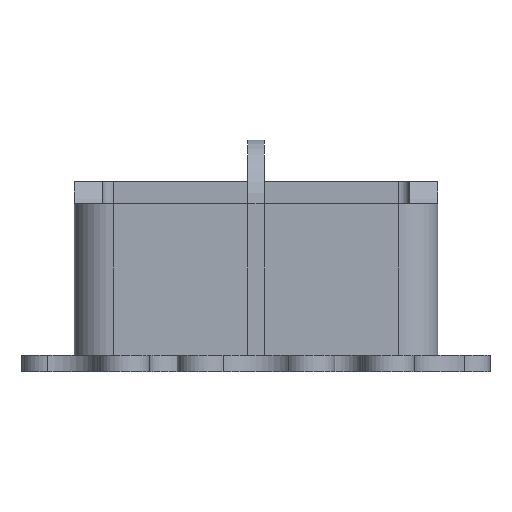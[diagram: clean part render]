
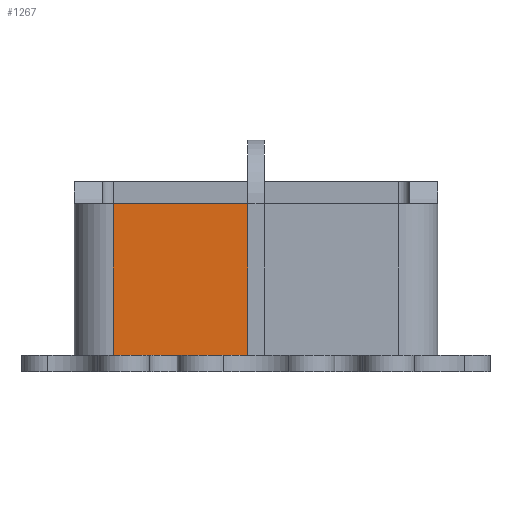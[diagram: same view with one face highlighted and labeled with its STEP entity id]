
A CAD part, front view. The second image highlights one B-rep face of the part: STEP entity #1267.
In plain terms, the highlighted planar face has unit normal (0, -1, 0).
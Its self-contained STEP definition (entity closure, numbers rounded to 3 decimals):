
#128 = PLANE('',#129);
#129 = AXIS2_PLACEMENT_3D('',#130,#131,#132);
#130 = CARTESIAN_POINT('',(-1.5,-54.2,0.));
#131 = DIRECTION('',(1.,0.,0.));
#132 = DIRECTION('',(0.,0.,1.));
#257 = PLANE('',#258);
#258 = AXIS2_PLACEMENT_3D('',#259,#260,#261);
#259 = CARTESIAN_POINT('',(0.,-39.04,3.));
#260 = DIRECTION('',(0.,0.,-1.));
#261 = DIRECTION('',(-1.,0.,0.));
#321 = VERTEX_POINT('',#322);
#322 = CARTESIAN_POINT('',(-1.5,-39.04,3.));
#341 = EDGE_CURVE('',#321,#342,#344,.T.);
#342 = VERTEX_POINT('',#343);
#343 = CARTESIAN_POINT('',(-1.5,-39.04,30.));
#344 = SURFACE_CURVE('',#345,(#349,#355),.PCURVE_S1.);
#345 = LINE('',#346,#347);
#346 = CARTESIAN_POINT('',(-1.5,-39.04,1.5));
#347 = VECTOR('',#348,1.);
#348 = DIRECTION('',(0.,0.,1.));
#349 = PCURVE('',#128,#350);
#350 = DEFINITIONAL_REPRESENTATION('',(#351),#354);
#351 = B_SPLINE_CURVE_WITH_KNOTS('',1,(#352,#353),.UNSPECIFIED.,.F.,.F.,
  (2,2),(1.5,28.5),.PIECEWISE_BEZIER_KNOTS.);
#352 = CARTESIAN_POINT('',(3.,-15.16));
#353 = CARTESIAN_POINT('',(30.,-15.16));
#354 = ( GEOMETRIC_REPRESENTATION_CONTEXT(2) 
PARAMETRIC_REPRESENTATION_CONTEXT() REPRESENTATION_CONTEXT('2D SPACE',''
  ) );
#355 = PCURVE('',#356,#361);
#356 = PLANE('',#357);
#357 = AXIS2_PLACEMENT_3D('',#358,#359,#360);
#358 = CARTESIAN_POINT('',(0.,-39.04,3.));
#359 = DIRECTION('',(0.,-1.,0.));
#360 = DIRECTION('',(0.,0.,-1.));
#361 = DEFINITIONAL_REPRESENTATION('',(#362),#365);
#362 = B_SPLINE_CURVE_WITH_KNOTS('',1,(#363,#364),.UNSPECIFIED.,.F.,.F.,
  (2,2),(1.5,28.5),.PIECEWISE_BEZIER_KNOTS.);
#363 = CARTESIAN_POINT('',(0.,-1.5));
#364 = CARTESIAN_POINT('',(-27.,-1.5));
#365 = ( GEOMETRIC_REPRESENTATION_CONTEXT(2) 
PARAMETRIC_REPRESENTATION_CONTEXT() REPRESENTATION_CONTEXT('2D SPACE',''
  ) );
#382 = PLANE('',#383);
#383 = AXIS2_PLACEMENT_3D('',#384,#385,#386);
#384 = CARTESIAN_POINT('',(0.,-36.45,30.));
#385 = DIRECTION('',(0.,0.,1.));
#386 = DIRECTION('',(0.,1.,0.));
#836 = VERTEX_POINT('',#837);
#837 = CARTESIAN_POINT('',(-14.3,-39.04,3.));
#866 = EDGE_CURVE('',#836,#321,#867,.T.);
#867 = SURFACE_CURVE('',#868,(#872,#879),.PCURVE_S1.);
#868 = LINE('',#869,#870);
#869 = CARTESIAN_POINT('',(0.,-39.04,3.));
#870 = VECTOR('',#871,1.);
#871 = DIRECTION('',(1.,0.,0.));
#872 = PCURVE('',#257,#873);
#873 = DEFINITIONAL_REPRESENTATION('',(#874),#878);
#874 = LINE('',#875,#876);
#875 = CARTESIAN_POINT('',(0.,0.));
#876 = VECTOR('',#877,1.);
#877 = DIRECTION('',(-1.,0.));
#878 = ( GEOMETRIC_REPRESENTATION_CONTEXT(2) 
PARAMETRIC_REPRESENTATION_CONTEXT() REPRESENTATION_CONTEXT('2D SPACE',''
  ) );
#879 = PCURVE('',#356,#880);
#880 = DEFINITIONAL_REPRESENTATION('',(#881),#885);
#881 = LINE('',#882,#883);
#882 = CARTESIAN_POINT('',(0.,0.));
#883 = VECTOR('',#884,1.);
#884 = DIRECTION('',(0.,1.));
#885 = ( GEOMETRIC_REPRESENTATION_CONTEXT(2) 
PARAMETRIC_REPRESENTATION_CONTEXT() REPRESENTATION_CONTEXT('2D SPACE',''
  ) );
#1191 = VERTEX_POINT('',#1192);
#1192 = CARTESIAN_POINT('',(-25.5,-39.04,30.));
#1207 = CYLINDRICAL_SURFACE('',#1208,7.);
#1208 = AXIS2_PLACEMENT_3D('',#1209,#1210,#1211);
#1209 = CARTESIAN_POINT('',(-25.5,-32.04,3.));
#1210 = DIRECTION('',(0.,0.,-1.));
#1211 = DIRECTION('',(-1.,0.,0.));
#1219 = EDGE_CURVE('',#1191,#342,#1220,.T.);
#1220 = SURFACE_CURVE('',#1221,(#1225,#1232),.PCURVE_S1.);
#1221 = LINE('',#1222,#1223);
#1222 = CARTESIAN_POINT('',(-32.5,-39.04,30.));
#1223 = VECTOR('',#1224,1.);
#1224 = DIRECTION('',(1.,0.,0.));
#1225 = PCURVE('',#382,#1226);
#1226 = DEFINITIONAL_REPRESENTATION('',(#1227),#1231);
#1227 = LINE('',#1228,#1229);
#1228 = CARTESIAN_POINT('',(-2.59,32.5));
#1229 = VECTOR('',#1230,1.);
#1230 = DIRECTION('',(0.,-1.));
#1231 = ( GEOMETRIC_REPRESENTATION_CONTEXT(2) 
PARAMETRIC_REPRESENTATION_CONTEXT() REPRESENTATION_CONTEXT('2D SPACE',''
  ) );
#1232 = PCURVE('',#356,#1233);
#1233 = DEFINITIONAL_REPRESENTATION('',(#1234),#1238);
#1234 = LINE('',#1235,#1236);
#1235 = CARTESIAN_POINT('',(-27.,-32.5));
#1236 = VECTOR('',#1237,1.);
#1237 = DIRECTION('',(0.,1.));
#1238 = ( GEOMETRIC_REPRESENTATION_CONTEXT(2) 
PARAMETRIC_REPRESENTATION_CONTEXT() REPRESENTATION_CONTEXT('2D SPACE',''
  ) );
#1267 = ADVANCED_FACE('',(#1268),#356,.T.);
#1268 = FACE_BOUND('',#1269,.T.);
#1269 = EDGE_LOOP('',(#1270,#1298,#1299,#1300,#1301));
#1270 = ORIENTED_EDGE('',*,*,#1271,.F.);
#1271 = EDGE_CURVE('',#836,#1272,#1274,.T.);
#1272 = VERTEX_POINT('',#1273);
#1273 = CARTESIAN_POINT('',(-25.5,-39.04,3.));
#1274 = SURFACE_CURVE('',#1275,(#1279,#1286),.PCURVE_S1.);
#1275 = LINE('',#1276,#1277);
#1276 = CARTESIAN_POINT('',(0.,-39.04,3.));
#1277 = VECTOR('',#1278,1.);
#1278 = DIRECTION('',(-1.,-0.,-0.));
#1279 = PCURVE('',#356,#1280);
#1280 = DEFINITIONAL_REPRESENTATION('',(#1281),#1285);
#1281 = LINE('',#1282,#1283);
#1282 = CARTESIAN_POINT('',(0.,0.));
#1283 = VECTOR('',#1284,1.);
#1284 = DIRECTION('',(0.,-1.));
#1285 = ( GEOMETRIC_REPRESENTATION_CONTEXT(2) 
PARAMETRIC_REPRESENTATION_CONTEXT() REPRESENTATION_CONTEXT('2D SPACE',''
  ) );
#1286 = PCURVE('',#1287,#1292);
#1287 = PLANE('',#1288);
#1288 = AXIS2_PLACEMENT_3D('',#1289,#1290,#1291);
#1289 = CARTESIAN_POINT('',(0.,58.843,3.));
#1290 = DIRECTION('',(-0.,-0.,-1.));
#1291 = DIRECTION('',(-1.,0.,0.));
#1292 = DEFINITIONAL_REPRESENTATION('',(#1293),#1297);
#1293 = LINE('',#1294,#1295);
#1294 = CARTESIAN_POINT('',(-0.,-97.883));
#1295 = VECTOR('',#1296,1.);
#1296 = DIRECTION('',(1.,-0.));
#1297 = ( GEOMETRIC_REPRESENTATION_CONTEXT(2) 
PARAMETRIC_REPRESENTATION_CONTEXT() REPRESENTATION_CONTEXT('2D SPACE',''
  ) );
#1298 = ORIENTED_EDGE('',*,*,#866,.T.);
#1299 = ORIENTED_EDGE('',*,*,#341,.T.);
#1300 = ORIENTED_EDGE('',*,*,#1219,.F.);
#1301 = ORIENTED_EDGE('',*,*,#1302,.F.);
#1302 = EDGE_CURVE('',#1272,#1191,#1303,.T.);
#1303 = SURFACE_CURVE('',#1304,(#1308,#1315),.PCURVE_S1.);
#1304 = LINE('',#1305,#1306);
#1305 = CARTESIAN_POINT('',(-25.5,-39.04,3.));
#1306 = VECTOR('',#1307,1.);
#1307 = DIRECTION('',(0.,0.,1.));
#1308 = PCURVE('',#356,#1309);
#1309 = DEFINITIONAL_REPRESENTATION('',(#1310),#1314);
#1310 = LINE('',#1311,#1312);
#1311 = CARTESIAN_POINT('',(0.,-25.5));
#1312 = VECTOR('',#1313,1.);
#1313 = DIRECTION('',(-1.,0.));
#1314 = ( GEOMETRIC_REPRESENTATION_CONTEXT(2) 
PARAMETRIC_REPRESENTATION_CONTEXT() REPRESENTATION_CONTEXT('2D SPACE',''
  ) );
#1315 = PCURVE('',#1207,#1316);
#1316 = DEFINITIONAL_REPRESENTATION('',(#1317),#1321);
#1317 = LINE('',#1318,#1319);
#1318 = CARTESIAN_POINT('',(4.712,0.));
#1319 = VECTOR('',#1320,1.);
#1320 = DIRECTION('',(0.,-1.));
#1321 = ( GEOMETRIC_REPRESENTATION_CONTEXT(2) 
PARAMETRIC_REPRESENTATION_CONTEXT() REPRESENTATION_CONTEXT('2D SPACE',''
  ) );
